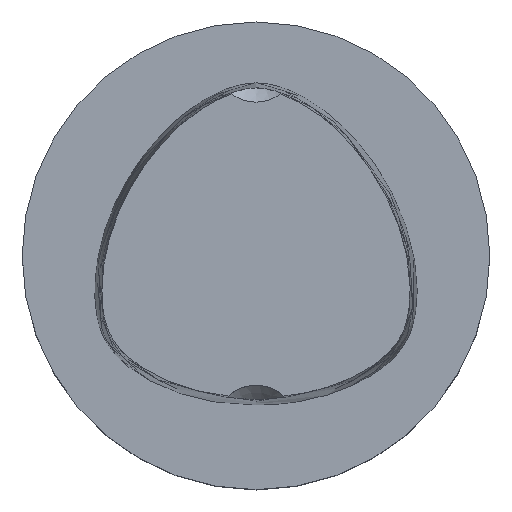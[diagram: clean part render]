
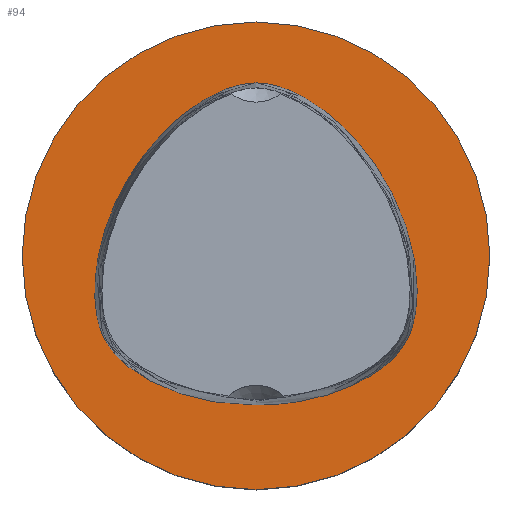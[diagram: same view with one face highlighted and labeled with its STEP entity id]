
A CAD part, top view. The second image highlights one B-rep face of the part: STEP entity #94.
In plain terms, the highlighted planar face has unit normal (0, 0, 1).
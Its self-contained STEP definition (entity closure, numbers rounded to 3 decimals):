
#67=EDGE_CURVE('240[2]',#186,#187,#188,.T.);
#94=ADVANCED_FACE('240[2]',(#230,#231),#232,.T.);
#108=EDGE_CURVE('240[2]',#187,#186,#253,.T.);
#113=EDGE_CURVE('240[2]',#259,#259,#260,.T.);
#186=VERTEX_POINT('',#342);
#187=VERTEX_POINT('',#343);
#188=B_SPLINE_CURVE_WITH_KNOTS('',3,(#344,#345,#346,#347,#348,#349,#350,#351,#352,#353,#354,#355,#356,#357,#358,#359,#360,#361,#362,#363,#364,#365,#366,#367,#368,#369),.UNSPECIFIED.,.F.,.F.,(4,1,1,1,1,1,1,1,1,1,1,1,1,1,1,1,1,1,1,1,1,1,1,4),(0.0,0.023,0.046,0.069,0.091,0.112,0.133,0.153,0.173,0.194,0.214,0.235,0.257,0.279,0.302,0.326,0.349,0.372,0.395,0.417,0.439,0.459,0.48,0.5),.UNSPECIFIED.);
#230=FACE_OUTER_BOUND('',#436,.T.);
#231=FACE_BOUND('',#437,.T.);
#232=PLANE('',#438);
#253=B_SPLINE_CURVE_WITH_KNOTS('',3,(#556,#557,#558,#559,#560,#561,#562,#563,#564,#565,#566,#567,#568,#569,#570,#571,#572,#573,#574,#575,#576,#577,#578,#579,#580,#581,#582,#583,#584),.UNSPECIFIED.,.F.,.F.,(4,1,1,1,1,1,1,1,1,1,1,1,1,1,1,1,1,1,1,1,1,1,1,3,4),(0.5,0.52,0.541,0.561,0.583,0.605,0.628,0.651,0.674,0.698,0.721,0.743,0.765,0.786,0.806,0.827,0.847,0.867,0.888,0.909,0.931,0.954,0.977,1.,1.0),.UNSPECIFIED.);
#259=VERTEX_POINT('',#592);
#260=CIRCLE('',#593,39.993);
#342=CARTESIAN_POINT('',(0.002,29.575,0.0));
#343=CARTESIAN_POINT('',(0.,-25.494,0.0));
#344=CARTESIAN_POINT('',(0.002,29.575,0.0));
#345=CARTESIAN_POINT('',(1.344,29.594,0.0));
#346=CARTESIAN_POINT('',(4.025,29.073,0.0));
#347=CARTESIAN_POINT('',(7.692,27.491,0.0));
#348=CARTESIAN_POINT('',(11.014,25.413,0.0));
#349=CARTESIAN_POINT('',(13.972,23.028,0.0));
#350=CARTESIAN_POINT('',(16.596,20.436,0.0));
#351=CARTESIAN_POINT('',(18.918,17.689,0.0));
#352=CARTESIAN_POINT('',(20.965,14.807,0.0));
#353=CARTESIAN_POINT('',(22.761,11.79,0.0));
#354=CARTESIAN_POINT('',(24.314,8.628,0.0));
#355=CARTESIAN_POINT('',(25.62,5.302,0.0));
#356=CARTESIAN_POINT('',(26.653,1.797,0.0));
#357=CARTESIAN_POINT('',(27.364,-1.897,0.0));
#358=CARTESIAN_POINT('',(27.665,-5.765,0.0));
#359=CARTESIAN_POINT('',(27.424,-9.731,0.0));
#360=CARTESIAN_POINT('',(26.431,-13.672,0.0));
#361=CARTESIAN_POINT('',(24.158,-17.09,0.0));
#362=CARTESIAN_POINT('',(21.066,-19.676,0.0));
#363=CARTESIAN_POINT('',(17.67,-21.687,0.0));
#364=CARTESIAN_POINT('',(14.14,-23.199,0.0));
#365=CARTESIAN_POINT('',(10.591,-24.325,0.0));
#366=CARTESIAN_POINT('',(7.037,-25.053,0.0));
#367=CARTESIAN_POINT('',(3.507,-25.415,0.0));
#368=CARTESIAN_POINT('',(1.164,-25.494,0.0));
#369=CARTESIAN_POINT('',(0.,-25.494,0.0));
#436=EDGE_LOOP('',(#1821));
#437=EDGE_LOOP('',(#1822,#1823));
#438=AXIS2_PLACEMENT_3D('',#1824,#1825,#1826);
#556=CARTESIAN_POINT('',(0.,-25.494,0.0));
#557=CARTESIAN_POINT('',(-1.164,-25.494,0.0));
#558=CARTESIAN_POINT('',(-3.507,-25.415,0.0));
#559=CARTESIAN_POINT('',(-7.037,-25.052,0.0));
#560=CARTESIAN_POINT('',(-10.591,-24.325,0.0));
#561=CARTESIAN_POINT('',(-14.14,-23.198,0.0));
#562=CARTESIAN_POINT('',(-17.67,-21.688,0.0));
#563=CARTESIAN_POINT('',(-21.066,-19.676,0.0));
#564=CARTESIAN_POINT('',(-24.158,-17.09,0.0));
#565=CARTESIAN_POINT('',(-26.431,-13.672,0.0));
#566=CARTESIAN_POINT('',(-27.424,-9.731,0.0));
#567=CARTESIAN_POINT('',(-27.665,-5.765,0.0));
#568=CARTESIAN_POINT('',(-27.363,-1.897,0.0));
#569=CARTESIAN_POINT('',(-26.653,1.797,0.0));
#570=CARTESIAN_POINT('',(-25.62,5.302,0.0));
#571=CARTESIAN_POINT('',(-24.315,8.628,0.0));
#572=CARTESIAN_POINT('',(-22.76,11.79,0.0));
#573=CARTESIAN_POINT('',(-20.965,14.807,0.0));
#574=CARTESIAN_POINT('',(-18.917,17.689,0.0));
#575=CARTESIAN_POINT('',(-16.597,20.437,0.0));
#576=CARTESIAN_POINT('',(-13.972,23.027,0.0));
#577=CARTESIAN_POINT('',(-11.013,25.414,0.0));
#578=CARTESIAN_POINT('',(-7.692,27.486,0.0));
#579=CARTESIAN_POINT('',(-4.024,29.091,0.0));
#580=CARTESIAN_POINT('',(-1.343,29.556,0.0));
#581=CARTESIAN_POINT('',(0.,29.575,0.0));
#582=CARTESIAN_POINT('',(0.001,29.575,0.0));
#583=CARTESIAN_POINT('',(0.001,29.575,0.0));
#584=CARTESIAN_POINT('',(0.002,29.575,0.0));
#592=CARTESIAN_POINT('',(0.,39.993,0.));
#593=AXIS2_PLACEMENT_3D('',#1849,#1850,#1851);
#1821=ORIENTED_EDGE('',*,*,#113,.F.);
#1822=ORIENTED_EDGE('',*,*,#67,.T.);
#1823=ORIENTED_EDGE('',*,*,#108,.T.);
#1824=CARTESIAN_POINT('',(0.,19.996,0.));
#1825=DIRECTION('',(0.,0.,1.0));
#1826=DIRECTION('',(1.0,0.,0.0));
#1849=CARTESIAN_POINT('',(0.0,0.0,0.0));
#1850=DIRECTION('',(0.,0.,-1.0));
#1851=DIRECTION('',(0.,1.0,0.));
